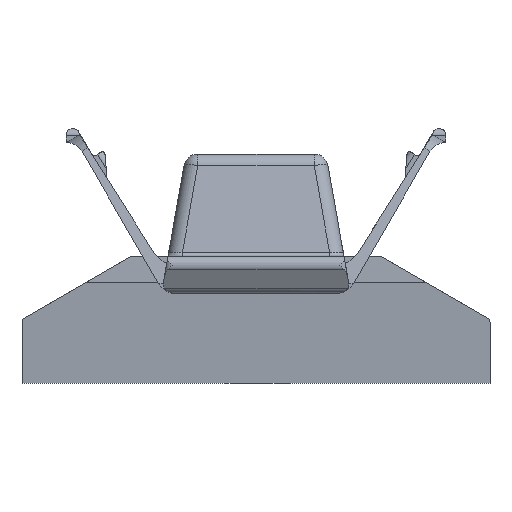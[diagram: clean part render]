
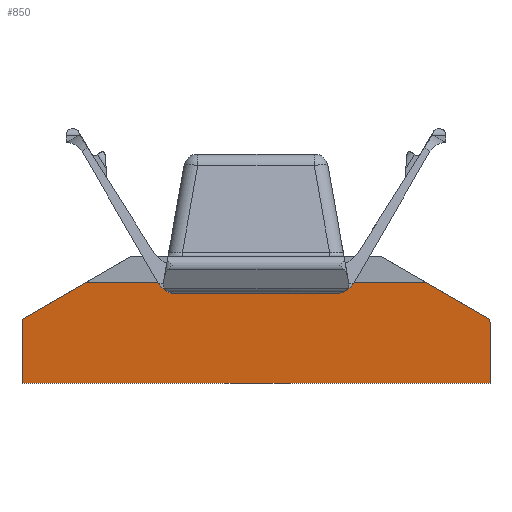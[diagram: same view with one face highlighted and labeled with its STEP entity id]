
A CAD part, front view. The second image highlights one B-rep face of the part: STEP entity #850.
In plain terms, the highlighted planar face has unit normal (0, -0.996, -0.087).
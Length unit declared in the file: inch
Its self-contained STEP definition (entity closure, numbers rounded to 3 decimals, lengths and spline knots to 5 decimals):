
#208=PLANE('',#8022);
#402=FACE_OUTER_BOUND('',#3077,.T.);
#850=ADVANCED_FACE('',(#402),#208,.T.);
#1612=LINE('',#11676,#2234);
#1617=LINE('',#11691,#2239);
#1622=LINE('',#11700,#2244);
#1646=LINE('',#11773,#2268);
#1647=LINE('',#11777,#2269);
#1648=LINE('',#11778,#2270);
#2234=VECTOR('',#8981,1.);
#2239=VECTOR('',#8994,1.);
#2244=VECTOR('',#9001,1.);
#2268=VECTOR('',#9067,1.);
#2269=VECTOR('',#9070,1.);
#2270=VECTOR('',#9071,1.);
#2814=ELLIPSE('',#7997,0.01004,0.01);
#2822=ELLIPSE('',#8021,0.01004,0.01);
#3077=EDGE_LOOP('',(#3715,#3716,#3717,#3718,#3719,#3720,#3721,#3722));
#3715=ORIENTED_EDGE('',*,*,#6676,.F.);
#3716=ORIENTED_EDGE('',*,*,#6724,.F.);
#3717=ORIENTED_EDGE('',*,*,#6725,.T.);
#3718=ORIENTED_EDGE('',*,*,#6726,.F.);
#3719=ORIENTED_EDGE('',*,*,#6688,.F.);
#3720=ORIENTED_EDGE('',*,*,#6727,.T.);
#3721=ORIENTED_EDGE('',*,*,#6681,.T.);
#3722=ORIENTED_EDGE('',*,*,#6683,.T.);
#5927=VERTEX_POINT('',#11675);
#5928=VERTEX_POINT('',#11677);
#5930=VERTEX_POINT('',#11682);
#5932=VERTEX_POINT('',#11686);
#5937=VERTEX_POINT('',#11701);
#5938=VERTEX_POINT('',#11702);
#5965=VERTEX_POINT('',#11774);
#5966=VERTEX_POINT('',#11776);
#6676=EDGE_CURVE('',#5927,#5928,#1612,.T.);
#6681=EDGE_CURVE('',#5930,#5932,#2814,.T.);
#6683=EDGE_CURVE('',#5932,#5928,#1617,.T.);
#6688=EDGE_CURVE('',#5937,#5938,#1622,.T.);
#6724=EDGE_CURVE('',#5965,#5927,#1646,.T.);
#6725=EDGE_CURVE('',#5965,#5966,#2822,.T.);
#6726=EDGE_CURVE('',#5938,#5966,#1647,.T.);
#6727=EDGE_CURVE('',#5937,#5930,#1648,.T.);
#7997=AXIS2_PLACEMENT_3D('',#11687,#8989,#8990);
#8021=AXIS2_PLACEMENT_3D('',#11775,#9068,#9069);
#8022=AXIS2_PLACEMENT_3D('',#11779,#9072,#9073);
#8981=DIRECTION('',(-1.,0.,0.));
#8989=DIRECTION('',(0.,-0.996,-0.087));
#8990=DIRECTION('',(0.,0.087,-0.996));
#8994=DIRECTION('',(0.,0.087,-0.996));
#9001=DIRECTION('',(1.,0.,0.));
#9067=DIRECTION('',(0.,0.087,-0.996));
#9068=DIRECTION('',(0.,-0.996,-0.087));
#9069=DIRECTION('',(0.,-0.087,0.996));
#9070=DIRECTION('',(0.865,0.044,-0.5));
#9071=DIRECTION('',(-0.865,0.044,-0.5));
#9072=DIRECTION('',(0.,-0.996,-0.087));
#9073=DIRECTION('',(0.,-0.087,0.996));
#11675=CARTESIAN_POINT('',(0.8968,-2.24087,-0.205));
#11676=CARTESIAN_POINT('',(-0.1132,-2.24087,-0.205));
#11677=CARTESIAN_POINT('',(-0.1132,-2.24087,-0.205));
#11682=CARTESIAN_POINT('',(-0.1082,-2.25322,-0.06395));
#11686=CARTESIAN_POINT('',(-0.1132,-2.25246,-0.07261));
#11687=CARTESIAN_POINT('',(-0.1032,-2.25246,-0.07261));
#11691=CARTESIAN_POINT('',(-0.1132,-2.22603,-0.37469));
#11700=CARTESIAN_POINT('',(-0.1132,-2.25999,0.01347));
#11701=CARTESIAN_POINT('',(0.02589,-2.25999,0.01347));
#11702=CARTESIAN_POINT('',(0.75771,-2.25999,0.01347));
#11773=CARTESIAN_POINT('',(0.8968,-2.2443,-0.16587));
#11774=CARTESIAN_POINT('',(0.8968,-2.25246,-0.07261));
#11775=CARTESIAN_POINT('',(0.8868,-2.25246,-0.07261));
#11776=CARTESIAN_POINT('',(0.8918,-2.25322,-0.06395));
#11777=CARTESIAN_POINT('',(0.77055,-2.25934,0.00606));
#11778=CARTESIAN_POINT('',(-0.0481,-2.25625,-0.02924));
#11779=CARTESIAN_POINT('',(-0.1132,-2.2514,-0.08473));
